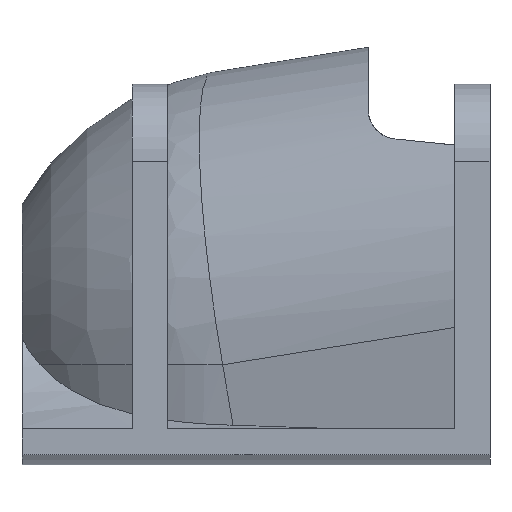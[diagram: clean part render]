
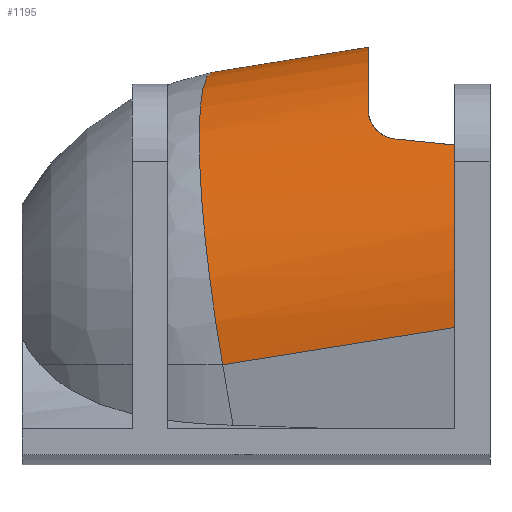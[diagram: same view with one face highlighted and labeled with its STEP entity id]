
A CAD part, front view. The second image highlights one B-rep face of the part: STEP entity #1195.
In plain terms, the highlighted cylindrical face has radius 53.514 mm (diameter 107.028 mm), a partial arc.
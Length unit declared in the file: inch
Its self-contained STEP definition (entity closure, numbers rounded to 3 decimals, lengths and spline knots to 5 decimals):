
#64 = VERTEX_POINT ( 'NONE', #1507 ) ;
#250 = VECTOR ( 'NONE', #1843, 39.37008 ) ;
#297 = VERTEX_POINT ( 'NONE', #566 ) ;
#316 = AXIS2_PLACEMENT_3D ( 'NONE', #1086, #983, #914 ) ;
#317 =( BOUNDED_CURVE ( )  B_SPLINE_CURVE ( 3, ( #910, #1841, #1165, #1162 ),
 .UNSPECIFIED., .F., .T. ) 
 B_SPLINE_CURVE_WITH_KNOTS ( ( 4, 4 ),
 ( 2.4412, 3.1292 ),
 .UNSPECIFIED. ) 
 CURVE ( )  GEOMETRIC_REPRESENTATION_ITEM ( )  RATIONAL_B_SPLINE_CURVE ( ( 1., 0.961, 0.961, 1. ) ) 
 REPRESENTATION_ITEM ( '' )  );
#323 = CARTESIAN_POINT ( 'NONE',  ( 1.10303, 0.92725, 0.17864 ) ) ;
#566 = CARTESIAN_POINT ( 'NONE',  ( 0.89094, 2.56267, 0.89905 ) ) ;
#609 = VERTEX_POINT ( 'NONE', #1458 ) ;
#701 = VERTEX_POINT ( 'NONE', #323 ) ;
#748 = ORIENTED_EDGE ( 'NONE', *, *, #756, .F. ) ;
#749 = ORIENTED_EDGE ( 'NONE', *, *, #1099, .T. ) ;
#751 = ORIENTED_EDGE ( 'NONE', *, *, #775, .F. ) ;
#753 = ORIENTED_EDGE ( 'NONE', *, *, #765, .F. ) ;
#756 = EDGE_CURVE ( 'NONE', #297, #766, #317, .T. ) ;
#758 = ORIENTED_EDGE ( 'NONE', *, *, #915, .F. ) ;
#765 = EDGE_CURVE ( 'NONE', #1584, #64, #1529, .T. ) ;
#766 = VERTEX_POINT ( 'NONE', #1114 ) ;
#767 = ORIENTED_EDGE ( 'NONE', *, *, #1084, .T. ) ;
#775 = EDGE_CURVE ( 'NONE', #64, #1110, #1847, .T. ) ;
#795 =( BOUNDED_CURVE ( )  B_SPLINE_CURVE ( 3, ( #1153, #1160, #1190, #1185 ),
 .UNSPECIFIED., .F., .T. ) 
 B_SPLINE_CURVE_WITH_KNOTS ( ( 4, 4 ),
 ( 3.38314, 4.09629 ),
 .UNSPECIFIED. ) 
 CURVE ( )  GEOMETRIC_REPRESENTATION_ITEM ( )  RATIONAL_B_SPLINE_CURVE ( ( 1., 0.958, 0.958, 1. ) ) 
 REPRESENTATION_ITEM ( '' )  );
#823 = ORIENTED_EDGE ( 'NONE', *, *, #1802, .F. ) ;
#848 = CARTESIAN_POINT ( 'NONE',  ( -0.33411, 2.73222, 0.70228 ) ) ;
#910 = CARTESIAN_POINT ( 'NONE',  ( 0.89094, 2.56267, 0.89905 ) ) ;
#914 = DIRECTION ( 'NONE',  ( 0.159, 0., -0.987 ) ) ;
#915 = EDGE_CURVE ( 'NONE', #701, #609, #1612, .T. ) ;
#922 = B_SPLINE_CURVE_WITH_KNOTS ( 'NONE', 3,
 ( #1626, #1629, #1637, #1640, #1643, #1646, #1647, #1648, #1649, #1652, #1655, #1658, #1661, #1662, #1664, #1666, #1670, #1671 ),
 .UNSPECIFIED., .F., .F.,
 ( 4, 2, 2, 2, 2, 2, 2, 2, 4 ),
 ( 0., 0.00146, 0.00292, 0.00438, 0.00511, 0.00583, 0.00729, 0.00875, 0.01167 ),
 .UNSPECIFIED. ) ;
#983 = DIRECTION ( 'NONE',  ( -0.978, 0.135, -0.157 ) ) ;
#1015 = LINE ( 'NONE', #1617, #1851 ) ;
#1020 = CYLINDRICAL_SURFACE ( 'NONE', #1806, 2.10685 ) ;
#1084 = EDGE_CURVE ( 'NONE', #701, #766, #922, .T. ) ;
#1086 = CARTESIAN_POINT ( 'NONE',  ( 0., 2.73222, -1.37791 ) ) ;
#1099 = EDGE_CURVE ( 'NONE', #297, #1110, #1015, .T. ) ;
#1110 = VERTEX_POINT ( 'NONE', #848 ) ;
#1114 = CARTESIAN_POINT ( 'NONE',  ( 0.89094, 1.22291, 0.41363 ) ) ;
#1143 = CARTESIAN_POINT ( 'NONE',  ( 1.5748, 0.39928, -1.30464 ) ) ;
#1153 = CARTESIAN_POINT ( 'NONE',  ( 1.5748, 0.76741, 0.1302 ) ) ;
#1160 = CARTESIAN_POINT ( 'NONE',  ( 1.5748, 0.47268, -0.28896 ) ) ;
#1162 = CARTESIAN_POINT ( 'NONE',  ( 0.89094, 1.22291, 0.41363 ) ) ;
#1165 = CARTESIAN_POINT ( 'NONE',  ( 0.89094, 1.6004, 0.73066 ) ) ;
#1185 = CARTESIAN_POINT ( 'NONE',  ( 1.5748, 0.39928, -1.30464 ) ) ;
#1190 = CARTESIAN_POINT ( 'NONE',  ( 1.5748, 0.34459, -0.78817 ) ) ;
#1195 = ADVANCED_FACE ( 'NONE', ( #1260 ), #1020, .T. ) ;
#1260 = FACE_OUTER_BOUND ( 'NONE', #1286, .T. ) ;
#1286 = EDGE_LOOP ( 'NONE', ( #748, #749, #751, #753, #823, #758, #767 ) ) ;
#1381 = CARTESIAN_POINT ( 'NONE',  ( 1.10303, 0.92725, 0.17864 ) ) ;
#1393 = CARTESIAN_POINT ( 'NONE',  ( 1.25568, 0.87306, 0.16297 ) ) ;
#1402 = CARTESIAN_POINT ( 'NONE',  ( 1.41301, 0.81976, 0.14681 ) ) ;
#1405 = CARTESIAN_POINT ( 'NONE',  ( 1.5748, 0.76741, 0.1302 ) ) ;
#1458 = CARTESIAN_POINT ( 'NONE',  ( 1.5748, 0.76741, 0.1302 ) ) ;
#1507 = CARTESIAN_POINT ( 'NONE',  ( -0.25251, 0.65218, -1.59813 ) ) ;
#1529 = LINE ( 'NONE', #1742, #250 ) ;
#1584 = VERTEX_POINT ( 'NONE', #1143 ) ;
#1612 =( BOUNDED_CURVE ( )  B_SPLINE_CURVE ( 3, ( #1381, #1393, #1402, #1405 ),
 .UNSPECIFIED., .F., .T. ) 
 B_SPLINE_CURVE_WITH_KNOTS ( ( 4, 4 ),
 ( 0.90413, 0.97818 ),
 .UNSPECIFIED. ) 
 CURVE ( )  GEOMETRIC_REPRESENTATION_ITEM ( )  RATIONAL_B_SPLINE_CURVE ( ( 1., 1., 1., 1. ) ) 
 REPRESENTATION_ITEM ( '' )  );
#1617 = CARTESIAN_POINT ( 'NONE',  ( 6.76266, 1.75001, 1.84213 ) ) ;
#1620 = DIRECTION ( 'NONE',  ( -0.978, 0.135, -0.157 ) ) ;
#1626 = CARTESIAN_POINT ( 'NONE',  ( 1.10303, 0.92725, 0.17864 ) ) ;
#1629 = CARTESIAN_POINT ( 'NONE',  ( 1.08476, 0.93374, 0.18052 ) ) ;
#1637 = CARTESIAN_POINT ( 'NONE',  ( 1.06771, 0.94157, 0.18439 ) ) ;
#1640 = CARTESIAN_POINT ( 'NONE',  ( 1.03557, 0.95951, 0.19523 ) ) ;
#1643 = CARTESIAN_POINT ( 'NONE',  ( 1.02043, 0.96974, 0.20231 ) ) ;
#1646 = CARTESIAN_POINT ( 'NONE',  ( 0.9932, 0.99142, 0.21843 ) ) ;
#1647 = CARTESIAN_POINT ( 'NONE',  ( 0.98093, 1.00297, 0.22752 ) ) ;
#1648 = CARTESIAN_POINT ( 'NONE',  ( 0.96428, 1.02129, 0.24239 ) ) ;
#1649 = CARTESIAN_POINT ( 'NONE',  ( 0.959, 1.02759, 0.24758 ) ) ;
#1652 = CARTESIAN_POINT ( 'NONE',  ( 0.94916, 1.04033, 0.25817 ) ) ;
#1655 = CARTESIAN_POINT ( 'NONE',  ( 0.94458, 1.04678, 0.26359 ) ) ;
#1658 = CARTESIAN_POINT ( 'NONE',  ( 0.93177, 1.06639, 0.28015 ) ) ;
#1661 = CARTESIAN_POINT ( 'NONE',  ( 0.92447, 1.0798, 0.2916 ) ) ;
#1662 = CARTESIAN_POINT ( 'NONE',  ( 0.91204, 1.10729, 0.31515 ) ) ;
#1664 = CARTESIAN_POINT ( 'NONE',  ( 0.9069, 1.12145, 0.32732 ) ) ;
#1666 = CARTESIAN_POINT ( 'NONE',  ( 0.89477, 1.16431, 0.36405 ) ) ;
#1670 = CARTESIAN_POINT ( 'NONE',  ( 0.89094, 1.19335, 0.3888 ) ) ;
#1671 = CARTESIAN_POINT ( 'NONE',  ( 0.89094, 1.22291, 0.41363 ) ) ;
#1696 = DIRECTION ( 'NONE',  ( -0.159, 0., 0.987 ) ) ;
#1699 = CARTESIAN_POINT ( 'NONE',  ( 7.09677, 1.75001, -0.23806 ) ) ;
#1701 = DIRECTION ( 'NONE',  ( -0.978, 0.135, -0.157 ) ) ;
#1742 = CARTESIAN_POINT ( 'NONE',  ( 6.84426, -0.33003, -0.45828 ) ) ;
#1802 = EDGE_CURVE ( 'NONE', #609, #1584, #795, .T. ) ;
#1806 = AXIS2_PLACEMENT_3D ( 'NONE', #1699, #1701, #1696 ) ;
#1841 = CARTESIAN_POINT ( 'NONE',  ( 0.89094, 2.06513, 0.89905 ) ) ;
#1843 = DIRECTION ( 'NONE',  ( -0.978, 0.135, -0.157 ) ) ;
#1847 = CIRCLE ( 'NONE', #316, 2.10685 ) ;
#1851 = VECTOR ( 'NONE', #1620, 39.37008 ) ;
